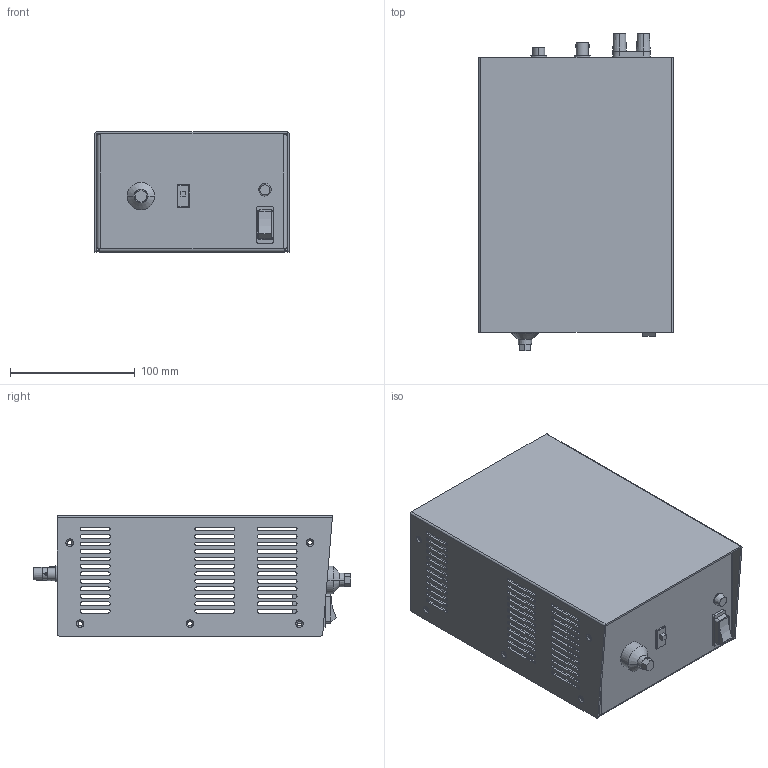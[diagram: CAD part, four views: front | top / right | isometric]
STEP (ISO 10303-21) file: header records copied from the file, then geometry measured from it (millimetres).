
FILE_DESCRIPTION((''),'2;1');
FILE_NAME('107009_AF0_221','2016-09-05T',('zkm'),(''),'PRO/ENGINEER BY PARAMETRIC TECHNOLOGY CORPORATION, 2004110','PRO/ENGINEER BY PARAMETRIC TECHNOLOGY CORPORATION, 2004110','');
FILE_SCHEMA(('CONFIG_CONTROL_DESIGN'));
Length unit declared in the file: millimetre
Products named in the file (1): 107009_AF0_221
Bounding box: 156 x 254.8 x 96.5 mm (x, y, z)
Volume: 225179.8 mm3; surface area: 276129 mm2
Topology: 1 solids, 1 shells, 881 faces, 2370 edges, 1544 vertices
Faces by surface type: plane 420, cylinder 412, cone 34, bspline 14, extrusion 1
Entity records: 29180 total; most frequent: CARTESIAN_POINT 5857, DIRECTION 4875, ORIENTED_EDGE 4740, EDGE_CURVE 2370, AXIS2_PLACEMENT_3D 1700, VERTEX_POINT 1544, VECTOR 1475, LINE 1474
